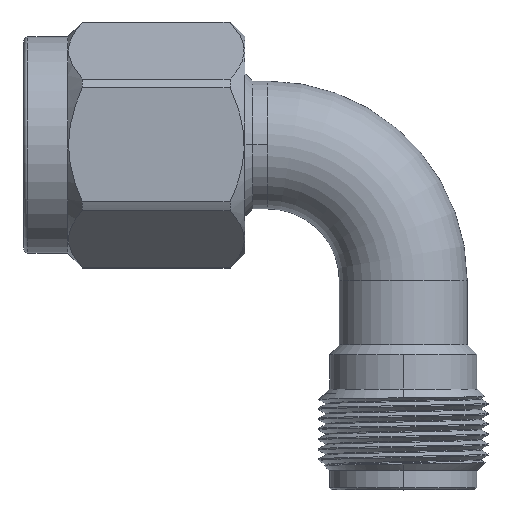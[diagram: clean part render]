
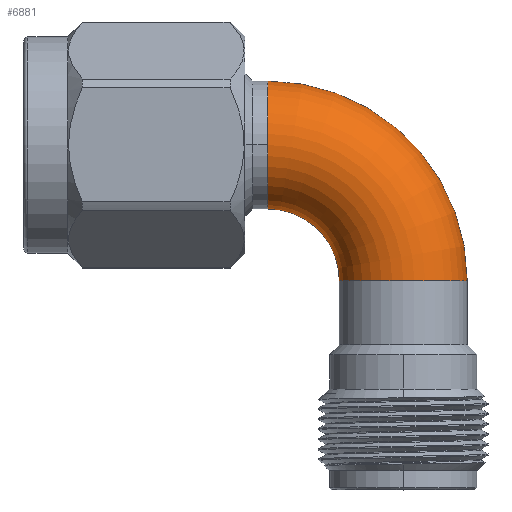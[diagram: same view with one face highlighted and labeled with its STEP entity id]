
A CAD part, top view. The second image highlights one B-rep face of the part: STEP entity #6881.
In plain terms, the highlighted toroidal (fillet/blend) face has major radius 8.89 mm and minor radius 4.191 mm.
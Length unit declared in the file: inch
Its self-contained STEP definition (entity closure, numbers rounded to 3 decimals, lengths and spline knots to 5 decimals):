
#223 = EDGE_LOOP ( 'NONE', ( #2396, #3982, #947, #5684, #4329 ) ) ;
#510 = VERTEX_POINT ( 'NONE', #3556 ) ;
#696 = AXIS2_PLACEMENT_3D ( 'NONE', #3450, #5948, #7688 ) ;
#947 = ORIENTED_EDGE ( 'NONE', *, *, #4626, .F. ) ;
#1095 = VERTEX_POINT ( 'NONE', #7567 ) ;
#1328 = DIRECTION ( 'NONE',  ( -1., 0., 0. ) ) ;
#1406 = TOROIDAL_SURFACE ( 'NONE', #3225, 0.35, 0.165 ) ;
#1566 = VERTEX_POINT ( 'NONE', #6019 ) ;
#1913 = DIRECTION ( 'NONE',  ( -1., 0., 0. ) ) ;
#2370 = AXIS2_PLACEMENT_3D ( 'NONE', #3785, #7405, #1913 ) ;
#2396 = ORIENTED_EDGE ( 'NONE', *, *, #6742, .F. ) ;
#2512 = CARTESIAN_POINT ( 'NONE',  ( 0.629, 0., 0. ) ) ;
#2879 = CIRCLE ( 'NONE', #696, 0.165 ) ;
#2880 = CARTESIAN_POINT ( 'NONE',  ( 0.629, 0.165, 0. ) ) ;
#2890 = CIRCLE ( 'NONE', #6330, 0.515 ) ;
#3225 = AXIS2_PLACEMENT_3D ( 'NONE', #7429, #5499, #7384 ) ;
#3289 = DIRECTION ( 'NONE',  ( 0., -1., 0. ) ) ;
#3450 = CARTESIAN_POINT ( 'NONE',  ( 0.979, -0.35, 0. ) ) ;
#3556 = CARTESIAN_POINT ( 'NONE',  ( 0.814, -0.35, 0. ) ) ;
#3785 = CARTESIAN_POINT ( 'NONE',  ( 0.629, -0.35, 0. ) ) ;
#3982 = ORIENTED_EDGE ( 'NONE', *, *, #4414, .F. ) ;
#4329 = ORIENTED_EDGE ( 'NONE', *, *, #6987, .T. ) ;
#4335 = CIRCLE ( 'NONE', #5098, 0.165 ) ;
#4414 = EDGE_CURVE ( 'NONE', #1095, #5883, #4809, .T. ) ;
#4494 = FACE_OUTER_BOUND ( 'NONE', #223, .T. ) ;
#4501 = EDGE_CURVE ( 'NONE', #1566, #510, #6868, .T. ) ;
#4626 = EDGE_CURVE ( 'NONE', #1566, #1095, #4335, .T. ) ;
#4809 = CIRCLE ( 'NONE', #7785, 0.165 ) ;
#5098 = AXIS2_PLACEMENT_3D ( 'NONE', #7552, #5116, #3289 ) ;
#5116 = DIRECTION ( 'NONE',  ( -1., 0., 0. ) ) ;
#5156 = CARTESIAN_POINT ( 'NONE',  ( 1.144, -0.35, 0. ) ) ;
#5499 = DIRECTION ( 'NONE',  ( 0., 0., -1. ) ) ;
#5684 = ORIENTED_EDGE ( 'NONE', *, *, #4501, .T. ) ;
#5712 = DIRECTION ( 'NONE',  ( 0., 0., -1. ) ) ;
#5783 = VERTEX_POINT ( 'NONE', #5156 ) ;
#5883 = VERTEX_POINT ( 'NONE', #2880 ) ;
#5948 = DIRECTION ( 'NONE',  ( 0., 1., 0. ) ) ;
#6019 = CARTESIAN_POINT ( 'NONE',  ( 0.629, -0.165, 0. ) ) ;
#6326 = DIRECTION ( 'NONE',  ( -1., 0., 0. ) ) ;
#6330 = AXIS2_PLACEMENT_3D ( 'NONE', #7031, #5712, #6326 ) ;
#6742 = EDGE_CURVE ( 'NONE', #5883, #5783, #2890, .T. ) ;
#6743 = DIRECTION ( 'NONE',  ( 0., -1., 0. ) ) ;
#6868 = CIRCLE ( 'NONE', #2370, 0.185 ) ;
#6881 = ADVANCED_FACE ( 'NONE', ( #4494 ), #1406, .T. ) ;
#6987 = EDGE_CURVE ( 'NONE', #510, #5783, #2879, .T. ) ;
#7031 = CARTESIAN_POINT ( 'NONE',  ( 0.629, -0.35, 0. ) ) ;
#7384 = DIRECTION ( 'NONE',  ( -1., 0., 0. ) ) ;
#7405 = DIRECTION ( 'NONE',  ( 0., 0., -1. ) ) ;
#7429 = CARTESIAN_POINT ( 'NONE',  ( 0.629, -0.35, 0. ) ) ;
#7552 = CARTESIAN_POINT ( 'NONE',  ( 0.629, 0., 0. ) ) ;
#7567 = CARTESIAN_POINT ( 'NONE',  ( 0.629, 0., 0.165 ) ) ;
#7688 = DIRECTION ( 'NONE',  ( -1., 0., 0. ) ) ;
#7785 = AXIS2_PLACEMENT_3D ( 'NONE', #2512, #1328, #6743 ) ;
